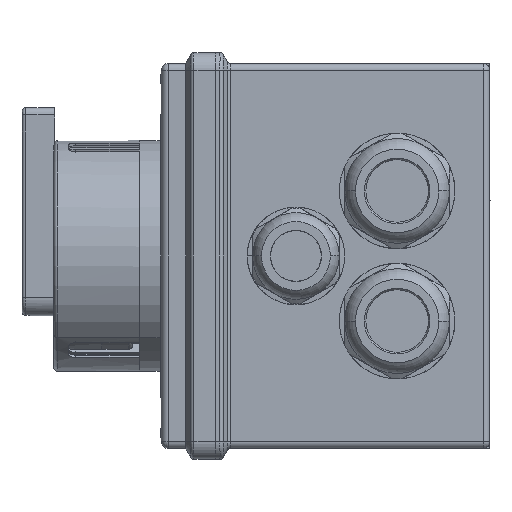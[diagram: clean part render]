
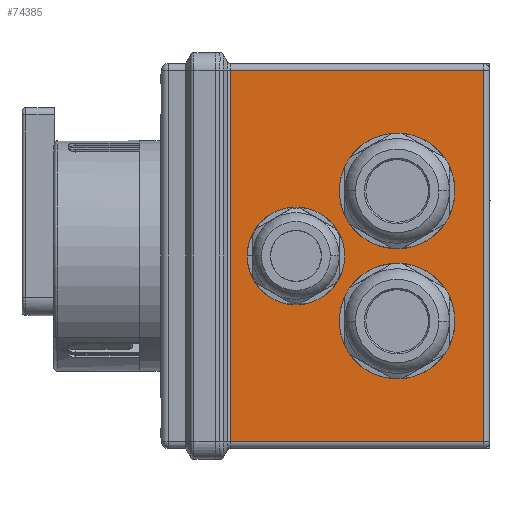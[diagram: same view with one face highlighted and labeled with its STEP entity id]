
A CAD part, left-side view. The second image highlights one B-rep face of the part: STEP entity #74385.
In plain terms, the highlighted planar face has unit normal (-1, 0, 0).
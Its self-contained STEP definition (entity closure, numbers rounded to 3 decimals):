
#546 = FACE_BOUND ( 'NONE', #68569, .T. ) ;
#4417 = DIRECTION ( 'NONE',  ( -1., 0., 0. ) ) ;
#5800 = CARTESIAN_POINT ( 'NONE',  ( -53.2, -4.172, -51.4 ) ) ;
#9617 = VECTOR ( 'NONE', #40207, 1000. ) ;
#10522 = ORIENTED_EDGE ( 'NONE', *, *, #39279, .F. ) ;
#11736 = VERTEX_POINT ( 'NONE', #119593 ) ;
#12169 = EDGE_CURVE ( 'NONE', #78754, #85374, #37789, .T. ) ;
#12906 = VECTOR ( 'NONE', #95942, 1000. ) ;
#14284 = LINE ( 'NONE', #63437, #145525 ) ;
#14958 = EDGE_CURVE ( 'NONE', #85374, #78754, #112439, .T. ) ;
#15027 = CIRCLE ( 'NONE', #59903, 12.75 ) ;
#16297 = ORIENTED_EDGE ( 'NONE', *, *, #104891, .T. ) ;
#19418 = CARTESIAN_POINT ( 'NONE',  ( -53.2, -74.3, -51.4 ) ) ;
#25526 = DIRECTION ( 'NONE',  ( 0., -1., 0. ) ) ;
#26777 = DIRECTION ( 'NONE',  ( 0., 1., 0. ) ) ;
#27449 = VERTEX_POINT ( 'NONE', #46865 ) ;
#29036 = EDGE_CURVE ( 'NONE', #27449, #44825, #65750, .T. ) ;
#29543 = CARTESIAN_POINT ( 'NONE',  ( -53.2, -22.3, 0.012 ) ) ;
#33434 = FACE_OUTER_BOUND ( 'NONE', #33477, .T. ) ;
#33477 = EDGE_LOOP ( 'NONE', ( #55127, #16297, #109451, #103976 ) ) ;
#34672 = VERTEX_POINT ( 'NONE', #118834 ) ;
#35273 = CARTESIAN_POINT ( 'NONE',  ( -53.2, -50.323, -5.22 ) ) ;
#37789 = CIRCLE ( 'NONE', #150315, 10.25 ) ;
#39279 = EDGE_CURVE ( 'NONE', #44825, #27449, #153314, .T. ) ;
#40207 = DIRECTION ( 'NONE',  ( 0., 0., -1. ) ) ;
#41909 = DIRECTION ( 'NONE',  ( 0., 0., 1. ) ) ;
#41975 = CARTESIAN_POINT ( 'NONE',  ( -53.2, -74.3, 51.4 ) ) ;
#42716 = DIRECTION ( 'NONE',  ( -1., 0., 0. ) ) ;
#43292 = DIRECTION ( 'NONE',  ( -1., 0., 0. ) ) ;
#43602 = AXIS2_PLACEMENT_3D ( 'NONE', #146474, #72622, #158870 ) ;
#44825 = VERTEX_POINT ( 'NONE', #114486 ) ;
#44860 = VECTOR ( 'NONE', #25526, 1000. ) ;
#45541 = CARTESIAN_POINT ( 'NONE',  ( -53.2, -50.3, 18.03 ) ) ;
#46865 = CARTESIAN_POINT ( 'NONE',  ( -53.2, -50.3, 30.78 ) ) ;
#47726 = PLANE ( 'NONE',  #43602 ) ;
#52637 = CARTESIAN_POINT ( 'NONE',  ( -53.2, -4.172, -53.2 ) ) ;
#55113 = ORIENTED_EDGE ( 'NONE', *, *, #12169, .F. ) ;
#55127 = ORIENTED_EDGE ( 'NONE', *, *, #155332, .T. ) ;
#57079 = EDGE_CURVE ( 'NONE', #80870, #34672, #14284, .T. ) ;
#57962 = DIRECTION ( 'NONE',  ( 0., 0., 1. ) ) ;
#59903 = AXIS2_PLACEMENT_3D ( 'NONE', #78416, #4417, #90784 ) ;
#62338 = FACE_BOUND ( 'NONE', #70790, .T. ) ;
#63437 = CARTESIAN_POINT ( 'NONE',  ( -53.2, -75.8, 51.4 ) ) ;
#65750 = CIRCLE ( 'NONE', #110664, 12.75 ) ;
#68569 = EDGE_LOOP ( 'NONE', ( #134931, #124283 ) ) ;
#68776 = CARTESIAN_POINT ( 'NONE',  ( -53.2, -50.3, 18.03 ) ) ;
#70790 = EDGE_LOOP ( 'NONE', ( #55113, #117938 ) ) ;
#72622 = DIRECTION ( 'NONE',  ( -1., 0., 0. ) ) ;
#73049 = AXIS2_PLACEMENT_3D ( 'NONE', #29543, #115887, #41909 ) ;
#74385 = ADVANCED_FACE ( 'NONE', ( #546, #156966, #62338, #33434 ), #47726, .T. ) ;
#75158 = VERTEX_POINT ( 'NONE', #5800 ) ;
#77931 = EDGE_LOOP ( 'NONE', ( #159753, #10522 ) ) ;
#78416 = CARTESIAN_POINT ( 'NONE',  ( -53.2, -50.323, -17.97 ) ) ;
#78754 = VERTEX_POINT ( 'NONE', #81310 ) ;
#80870 = VERTEX_POINT ( 'NONE', #41975 ) ;
#81150 = DIRECTION ( 'NONE',  ( 0., 0., 1. ) ) ;
#81310 = CARTESIAN_POINT ( 'NONE',  ( -53.2, -22.3, 10.262 ) ) ;
#85374 = VERTEX_POINT ( 'NONE', #90299 ) ;
#87928 = VERTEX_POINT ( 'NONE', #19418 ) ;
#90299 = CARTESIAN_POINT ( 'NONE',  ( -53.2, -22.3, -10.238 ) ) ;
#90784 = DIRECTION ( 'NONE',  ( 0., 0., -1. ) ) ;
#91164 = AXIS2_PLACEMENT_3D ( 'NONE', #116700, #42716, #129144 ) ;
#95942 = DIRECTION ( 'NONE',  ( 0., 0., 1. ) ) ;
#103976 = ORIENTED_EDGE ( 'NONE', *, *, #147572, .T. ) ;
#104891 = EDGE_CURVE ( 'NONE', #87928, #80870, #140338, .T. ) ;
#107803 = CIRCLE ( 'NONE', #91164, 12.75 ) ;
#108076 = LINE ( 'NONE', #52637, #9617 ) ;
#109451 = ORIENTED_EDGE ( 'NONE', *, *, #57079, .T. ) ;
#110664 = AXIS2_PLACEMENT_3D ( 'NONE', #68776, #155065, #81150 ) ;
#110708 = EDGE_CURVE ( 'NONE', #11736, #157977, #107803, .T. ) ;
#111827 = CARTESIAN_POINT ( 'NONE',  ( -53.2, -75.8, -51.4 ) ) ;
#112439 = CIRCLE ( 'NONE', #73049, 10.25 ) ;
#114432 = LINE ( 'NONE', #111827, #44860 ) ;
#114486 = CARTESIAN_POINT ( 'NONE',  ( -53.2, -50.3, 5.28 ) ) ;
#115887 = DIRECTION ( 'NONE',  ( -1., 0., 0. ) ) ;
#116700 = CARTESIAN_POINT ( 'NONE',  ( -53.2, -50.323, -17.97 ) ) ;
#117289 = CARTESIAN_POINT ( 'NONE',  ( -53.2, -22.3, 0.012 ) ) ;
#117785 = AXIS2_PLACEMENT_3D ( 'NONE', #45541, #131954, #57962 ) ;
#117938 = ORIENTED_EDGE ( 'NONE', *, *, #14958, .F. ) ;
#118834 = CARTESIAN_POINT ( 'NONE',  ( -53.2, -4.172, 51.4 ) ) ;
#119593 = CARTESIAN_POINT ( 'NONE',  ( -53.2, -50.323, -30.72 ) ) ;
#124283 = ORIENTED_EDGE ( 'NONE', *, *, #110708, .F. ) ;
#129144 = DIRECTION ( 'NONE',  ( 0., 0., -1. ) ) ;
#129715 = DIRECTION ( 'NONE',  ( 0., 0., 1. ) ) ;
#131954 = DIRECTION ( 'NONE',  ( -1., 0., 0. ) ) ;
#134931 = ORIENTED_EDGE ( 'NONE', *, *, #135315, .F. ) ;
#135315 = EDGE_CURVE ( 'NONE', #157977, #11736, #15027, .T. ) ;
#140338 = LINE ( 'NONE', #145550, #12906 ) ;
#145525 = VECTOR ( 'NONE', #26777, 1000. ) ;
#145550 = CARTESIAN_POINT ( 'NONE',  ( -53.2, -74.3, -53.2 ) ) ;
#146474 = CARTESIAN_POINT ( 'NONE',  ( -53.2, -75.8, -53.2 ) ) ;
#147572 = EDGE_CURVE ( 'NONE', #34672, #75158, #108076, .T. ) ;
#150315 = AXIS2_PLACEMENT_3D ( 'NONE', #117289, #43292, #129715 ) ;
#153314 = CIRCLE ( 'NONE', #117785, 12.75 ) ;
#155065 = DIRECTION ( 'NONE',  ( -1., 0., 0. ) ) ;
#155332 = EDGE_CURVE ( 'NONE', #75158, #87928, #114432, .T. ) ;
#156966 = FACE_BOUND ( 'NONE', #77931, .T. ) ;
#157977 = VERTEX_POINT ( 'NONE', #35273 ) ;
#158870 = DIRECTION ( 'NONE',  ( 0., 0., 1. ) ) ;
#159753 = ORIENTED_EDGE ( 'NONE', *, *, #29036, .F. ) ;
